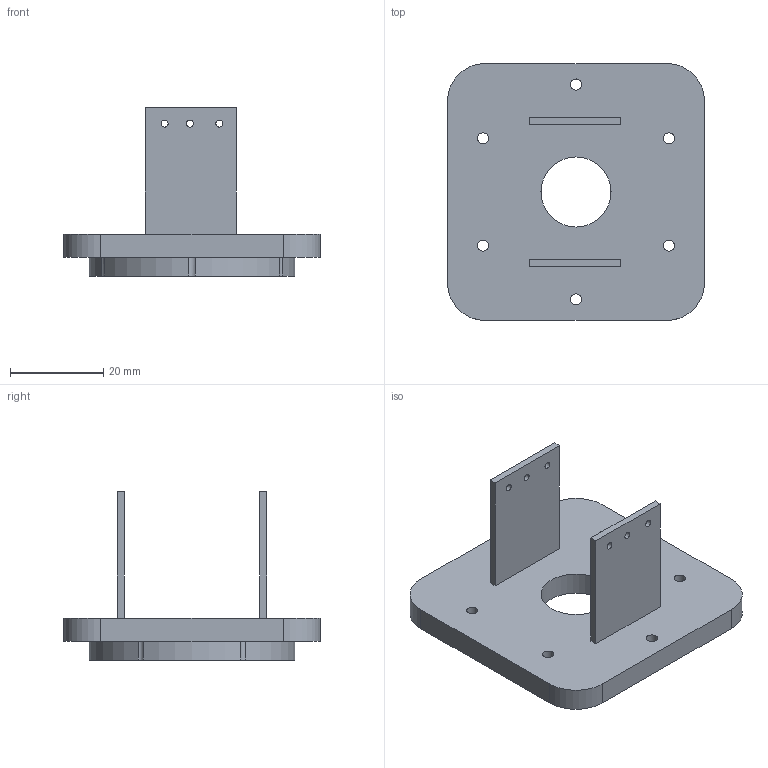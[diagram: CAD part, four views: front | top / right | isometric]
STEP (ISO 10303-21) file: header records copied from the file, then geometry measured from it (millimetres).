
FILE_DESCRIPTION(/* description */ (''),/* implementation_level */ '2;1');
FILE_NAME(/* name */ 'camera mount.step',/* time_stamp */ '2022-05-08T13:30:34-04:00',/* author */ (''),/* organization */ (''),/* preprocessor_version */ 'ST-DEVELOPER v18.1',/* originating_system */ 'Autodesk Translation Framework v10.14.0.1471',/* authorisation */ '');
FILE_SCHEMA (('AUTOMOTIVE_DESIGN { 1 0 10303 214 3 1 1 }'));
Length unit declared in the file: millimetre
Products named in the file (1): camera mount
Bounding box: 55 x 55 x 36 mm (x, y, z)
Volume: 16446 mm3; surface area: 10372.1 mm2
Topology: 1 solids, 1 shells, 42 faces, 126 edges, 84 vertices
Faces by surface type: cylinder 24, plane 18
Full cylindrical faces by diameter (mm): 1.5 x6, 2.4 x6, 15 x1, 40 x1
Entity records: 1535 total; most frequent: DIRECTION 272, CARTESIAN_POINT 253, ORIENTED_EDGE 252, EDGE_CURVE 126, AXIS2_PLACEMENT_3D 103, VERTEX_POINT 84, EDGE_LOOP 66, LINE 66
